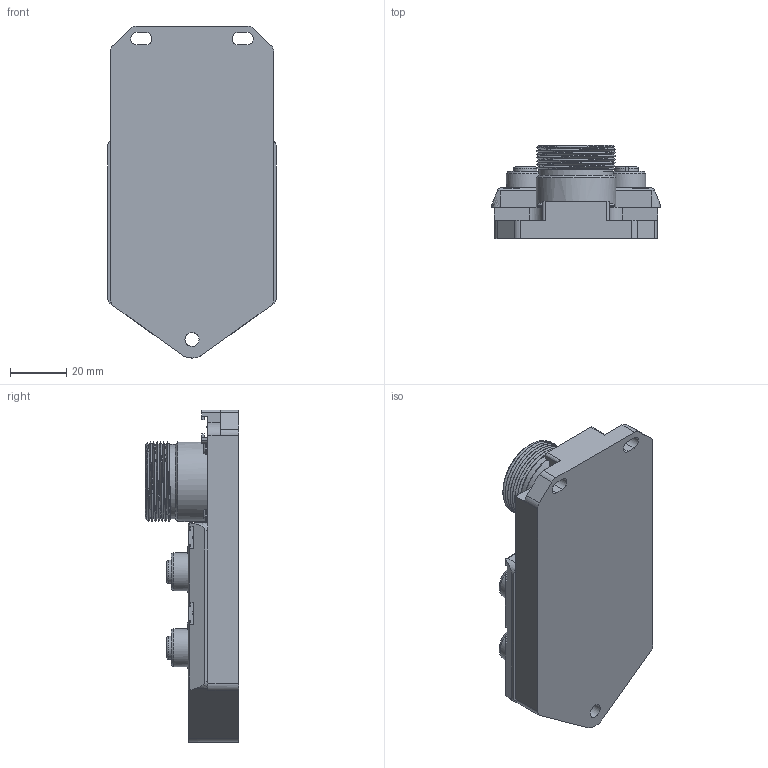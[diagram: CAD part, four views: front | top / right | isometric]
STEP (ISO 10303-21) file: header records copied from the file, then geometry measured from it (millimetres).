
FILE_DESCRIPTION( ('This file contains a STEP AP42 implementation' ,'as created by ZW3D STEP Interface translator.') ,'2;1' );
FILE_NAME( 'ALTR4-5-4XX-TZ12.stp' ,'211222.112313', (''), ('ZWCAD Software Co.'), 'Version 1.0', 'ZW3D to STEP translator', '' );
FILE_SCHEMA(('AUTOMOTIVE_DESIGN'));
Length unit declared in the file: millimetre
Products named in the file (2): 0; ALTR4-5-4XX-TZ12
Bounding box: 60 x 33.2 x 118.03 mm (x, y, z)
Volume: 107107.4 mm3; surface area: 27030.9 mm2
Topology: 1 solids, 1 shells, 770 faces, 2015 edges, 1328 vertices
Faces by surface type: bspline 770
Entity records: 36669 total; most frequent: CARTESIAN_POINT 24106, ORIENTED_EDGE 3948, EDGE_CURVE 1974, B_SPLINE_CURVE_WITH_KNOTS 1489, VERTEX_POINT 1326, EDGE_LOOP 896, FACE_OUTER_BOUND 770, ADVANCED_FACE 770
